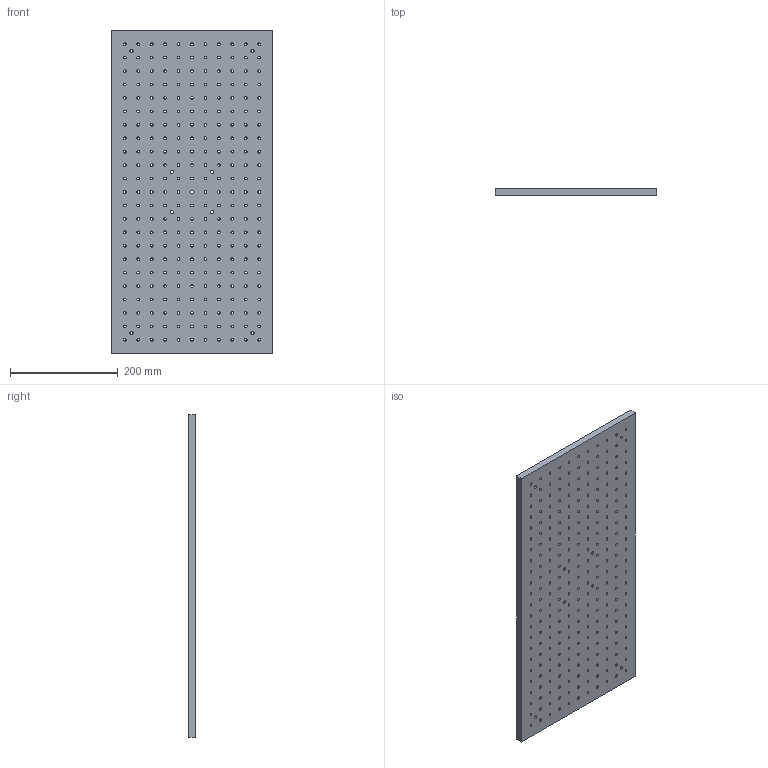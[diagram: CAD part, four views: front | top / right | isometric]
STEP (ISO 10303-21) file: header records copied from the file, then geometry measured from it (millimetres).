
FILE_DESCRIPTION (( 'STEP AP203' ), '1' );
FILE_NAME ('516003.STEP', '2025-04-28T08:16:23', ( 'Windows User' ), ( 'P R C' ), 'SwSTEP 2.0', 'SolidWorks 2020', '' );
FILE_SCHEMA (( 'CONFIG_CONTROL_DESIGN' ));
Length unit declared in the file: millimetre
Products named in the file (1): 516003
Bounding box: 300 x 13 x 600 mm (x, y, z)
Volume: 2269105 mm3; surface area: 427450 mm2
Topology: 1 solids, 1 shells, 283 faces, 819 edges, 546 vertices
Faces by surface type: cylinder 269, plane 14
Full cylindrical faces by diameter (mm): 5 x253, 5.8 x8, 11 x8
Entity records: 9427 total; most frequent: DIRECTION 1656, CARTESIAN_POINT 1380, ORIENTED_EDGE 1100, EDGE_LOOP 1082, AXIS2_PLACEMENT_3D 822, FACE_OUTER_BOUND 552, EDGE_CURVE 550, VERTEX_POINT 546
